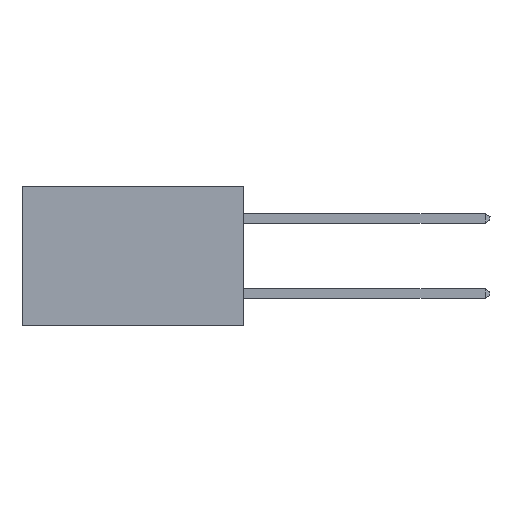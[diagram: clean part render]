
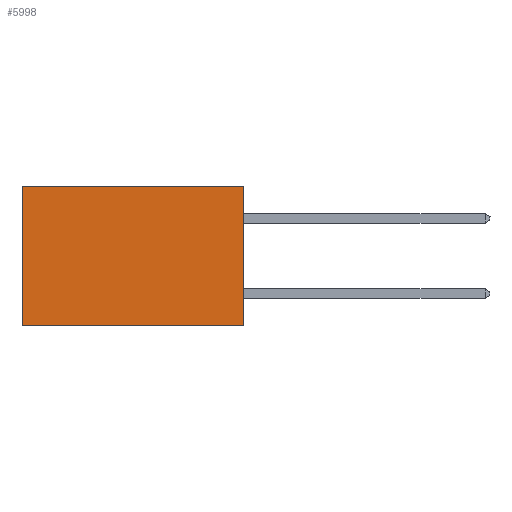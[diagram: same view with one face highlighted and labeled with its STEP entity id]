
A CAD part, left-side view. The second image highlights one B-rep face of the part: STEP entity #5998.
In plain terms, the highlighted planar face has unit normal (-1, 0, 0).
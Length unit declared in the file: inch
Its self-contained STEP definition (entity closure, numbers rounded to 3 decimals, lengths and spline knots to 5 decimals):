
#52 = DIRECTION ( 'NONE',  ( 0., 0., -1. ) ) ;
#190 = VERTEX_POINT ( 'NONE', #9613 ) ;
#950 = EDGE_CURVE ( 'NONE', #27858, #190, #29250, .T. ) ;
#3421 = VERTEX_POINT ( 'NONE', #9026 ) ;
#3578 = DIRECTION ( 'NONE',  ( 1., 0., 0. ) ) ;
#3761 = PLANE ( 'NONE',  #16958 ) ;
#5998 = ADVANCED_FACE ( 'NONE', ( #10221 ), #3761, .F. ) ;
#6272 = EDGE_CURVE ( 'NONE', #9207, #190, #28138, .T. ) ;
#7232 = CARTESIAN_POINT ( 'NONE',  ( 0.277, 0., -0.37 ) ) ;
#7653 = VECTOR ( 'NONE', #21194, 39.37008 ) ;
#8814 = EDGE_CURVE ( 'NONE', #3421, #9207, #21095, .T. ) ;
#9026 = CARTESIAN_POINT ( 'NONE',  ( 0.277, 0., 0. ) ) ;
#9207 = VERTEX_POINT ( 'NONE', #16489 ) ;
#9258 = VECTOR ( 'NONE', #32312, 39.37008 ) ;
#9420 = CARTESIAN_POINT ( 'NONE',  ( 0.277, 0., -0.37 ) ) ;
#9613 = CARTESIAN_POINT ( 'NONE',  ( 0.277, 0.59, -0.37 ) ) ;
#10221 = FACE_OUTER_BOUND ( 'NONE', #14490, .T. ) ;
#10694 = ORIENTED_EDGE ( 'NONE', *, *, #18961, .T. ) ;
#12774 = CARTESIAN_POINT ( 'NONE',  ( 0.277, 0.59, 0. ) ) ;
#14202 = DIRECTION ( 'NONE',  ( 0., 1., 0. ) ) ;
#14490 = EDGE_LOOP ( 'NONE', ( #25891, #24241, #29512, #10694 ) ) ;
#16489 = CARTESIAN_POINT ( 'NONE',  ( 0.277, 0., -0.37 ) ) ;
#16958 = AXIS2_PLACEMENT_3D ( 'NONE', #7232, #3578, #52 ) ;
#17885 = CARTESIAN_POINT ( 'NONE',  ( 0.277, 0., -0.37 ) ) ;
#18581 = CARTESIAN_POINT ( 'NONE',  ( 0.277, 0., 0. ) ) ;
#18961 = EDGE_CURVE ( 'NONE', #3421, #27858, #21584, .T. ) ;
#19463 = VECTOR ( 'NONE', #30927, 39.37008 ) ;
#21095 = LINE ( 'NONE', #17885, #19463 ) ;
#21194 = DIRECTION ( 'NONE',  ( 0., 1., 0. ) ) ;
#21230 = VECTOR ( 'NONE', #14202, 39.37008 ) ;
#21584 = LINE ( 'NONE', #18581, #7653 ) ;
#22106 = CARTESIAN_POINT ( 'NONE',  ( 0.277, 0.59, -0.37 ) ) ;
#24241 = ORIENTED_EDGE ( 'NONE', *, *, #6272, .F. ) ;
#25891 = ORIENTED_EDGE ( 'NONE', *, *, #950, .T. ) ;
#27858 = VERTEX_POINT ( 'NONE', #12774 ) ;
#28138 = LINE ( 'NONE', #9420, #21230 ) ;
#29250 = LINE ( 'NONE', #22106, #9258 ) ;
#29512 = ORIENTED_EDGE ( 'NONE', *, *, #8814, .F. ) ;
#30927 = DIRECTION ( 'NONE',  ( 0., 0., -1. ) ) ;
#32312 = DIRECTION ( 'NONE',  ( 0., 0., -1. ) ) ;
